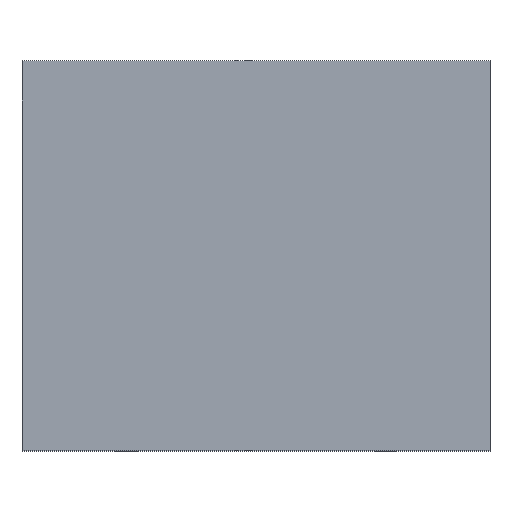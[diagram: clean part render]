
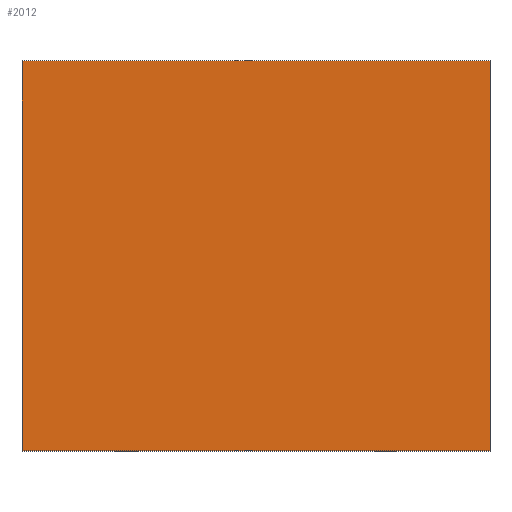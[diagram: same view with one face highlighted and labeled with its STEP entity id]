
A CAD part, top view. The second image highlights one B-rep face of the part: STEP entity #2012.
In plain terms, the highlighted face is planar.
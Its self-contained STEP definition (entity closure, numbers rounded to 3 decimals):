
#627=DIRECTION('',(0.,0.,1.));
#628=VECTOR('',#627,2.5);
#629=CARTESIAN_POINT('',(-1.5,0.75,-1.25));
#630=LINE('',#629,#628);
#634=DIRECTION('',(-1.,0.,0.));
#635=VECTOR('',#634,3.);
#636=CARTESIAN_POINT('',(1.5,0.75,-1.25));
#637=LINE('',#636,#635);
#641=DIRECTION('',(0.,0.,-1.));
#642=VECTOR('',#641,2.5);
#643=CARTESIAN_POINT('',(1.5,0.75,1.25));
#644=LINE('',#643,#642);
#648=DIRECTION('',(1.,0.,0.));
#649=VECTOR('',#648,3.);
#650=CARTESIAN_POINT('',(-1.5,0.75,1.25));
#651=LINE('',#650,#649);
#1489=CARTESIAN_POINT('',(-1.5,0.75,-1.25));
#1490=CARTESIAN_POINT('',(-1.5,0.75,1.25));
#1491=VERTEX_POINT('',#1489);
#1492=VERTEX_POINT('',#1490);
#1493=CARTESIAN_POINT('',(1.5,0.75,1.25));
#1494=VERTEX_POINT('',#1493);
#1495=CARTESIAN_POINT('',(1.5,0.75,-1.25));
#1496=VERTEX_POINT('',#1495);
#2001=CARTESIAN_POINT('',(0.,0.75,0.));
#2002=DIRECTION('',(0.,1.,0.));
#2003=DIRECTION('',(1.,0.,0.));
#2004=AXIS2_PLACEMENT_3D('',#2001,#2002,#2003);
#2005=PLANE('',#2004);
#2006=ORIENTED_EDGE('',*,*,#1857,.F.);
#2007=ORIENTED_EDGE('',*,*,#1900,.F.);
#2008=ORIENTED_EDGE('',*,*,#1934,.F.);
#2009=ORIENTED_EDGE('',*,*,#1975,.F.);
#2010=EDGE_LOOP('',(#2006,#2007,#2008,#2009));
#2011=FACE_OUTER_BOUND('',#2010,.F.);
#1857=EDGE_CURVE('',#1491,#1492,#630,.T.);
#1900=EDGE_CURVE('',#1496,#1491,#637,.T.);
#1934=EDGE_CURVE('',#1494,#1496,#644,.T.);
#1975=EDGE_CURVE('',#1492,#1494,#651,.T.);
#2012=ADVANCED_FACE('',(#2011),#2005,.T.);
